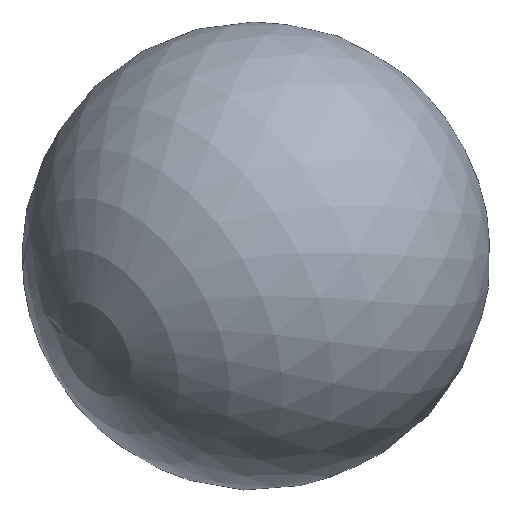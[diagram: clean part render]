
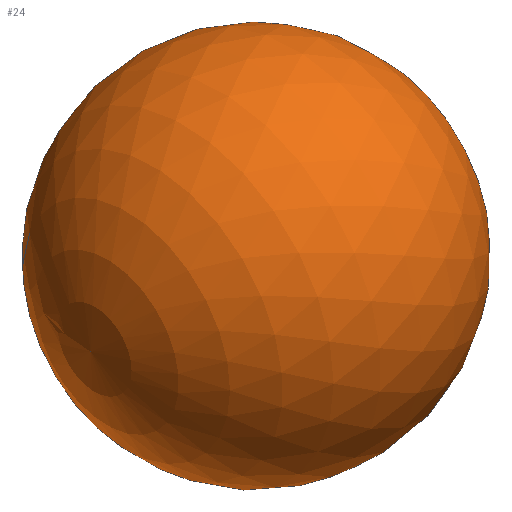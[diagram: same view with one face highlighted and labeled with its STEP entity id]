
A CAD part, isometric view. The second image highlights one B-rep face of the part: STEP entity #24.
In plain terms, the highlighted spherical face has radius 3.572 mm.
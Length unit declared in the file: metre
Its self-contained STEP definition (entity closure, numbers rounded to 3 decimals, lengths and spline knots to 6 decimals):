
#20=VERTEX_POINT('',#45);
#21=VERTEX_LOOP('',#20);
#22=FACE_BOUND('',#21,.T.);
#23=SPHERICAL_SURFACE('',#38,0.003572);
#24=ADVANCED_FACE('',(#22),#23,.T.);
#38=AXIS2_PLACEMENT_3D('',#44,#41,#42);
#41=DIRECTION('',(1.,0.,0.));
#42=DIRECTION('',(0.,1.,0.));
#44=CARTESIAN_POINT('',(0.,0.,0.));
#45=CARTESIAN_POINT('',(-0.003572,0.,0.));
